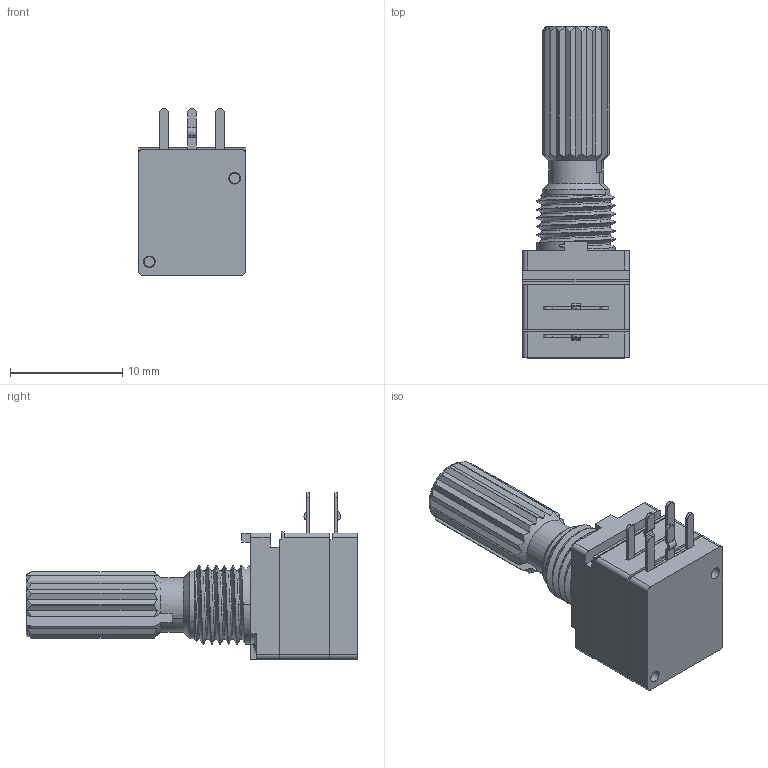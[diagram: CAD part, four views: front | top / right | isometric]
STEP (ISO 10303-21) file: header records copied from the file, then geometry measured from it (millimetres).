
FILE_DESCRIPTION((''),'2;1');
FILE_NAME('P092N-QC20_ASM','2024-04-29T15:46:22',('avery.harrell'),(''),'CREO PARAMETRIC BY PTC INC, 2018400','CREO PARAMETRIC BY PTC INC, 2018400','');
FILE_SCHEMA(('CONFIG_CONTROL_DESIGN'));
Products named in the file (7): BM-409; BM-409-4; BM-410; BM-239-10; BM-351-2; BM-412; P092N-QC20_ASM
Assembly tree (8 placements, depth 2):
  P092N-QC20_ASM
    BM-409
    BM-409-4
    BM-410
    BM-239-10
    BM-351-2  x2
    BM-412  x2
Bounding box: 9.5 x 29.55 x 14.85 mm (x, y, z)
Volume: 1136.2 mm3; surface area: 2104.6 mm2
Topology: 8 solids, 8 shells, 275 faces, 699 edges, 444 vertices
Faces by surface type: plane 161, cylinder 90, cone 11, bspline 9, sphere 4
Entity records: 9465 total; most frequent: CARTESIAN_POINT 3838, ORIENTED_EDGE 1176, DIRECTION 1087, EDGE_CURVE 588, AXIS2_PLACEMENT_3D 384, VERTEX_POINT 381, VECTOR 319, LINE 319
